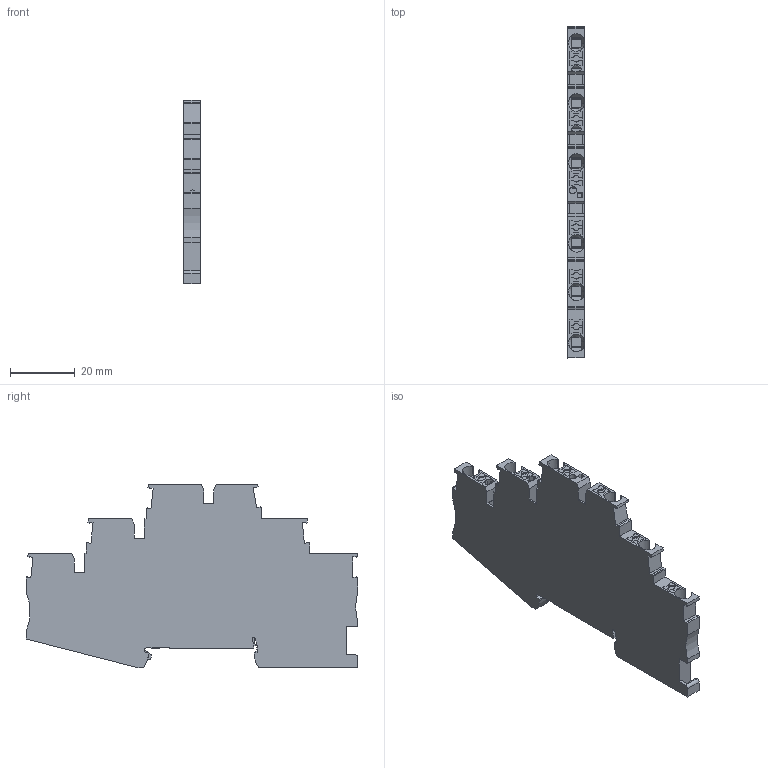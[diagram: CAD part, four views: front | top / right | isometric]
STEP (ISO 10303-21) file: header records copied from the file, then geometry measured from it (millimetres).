
FILE_DESCRIPTION(('Creo Elements/Direct Modeling STEP Export'),'2;1');
FILE_NAME('model.stp','2019-01-30T11:38:43',(''),(''),'Creo Elements/Direct Modeling STEP processor for AP214 (Solid Model)','Creo Elements/Direct Modeling 18.1I 14-Aug-2016 (C) Parametric Technology GmbH','');
FILE_SCHEMA(('AUTOMOTIVE_DESIGN { 1 0 10303 214 1 1 1 1 }'));
Length unit declared in the file: millimetre
Products named in the file (2): PT_2.5_3PE-select
Assembly tree (1 placements, depth 2):
  PT_2.5_3PE-select
    PT_2.5_3PE-select
Bounding box: 5.15 x 102.2 x 56.45 mm (x, y, z)
Volume: 19585.9 mm3; surface area: 12184.4 mm2
Topology: 1 solids, 1 shells, 430 faces, 1245 edges, 827 vertices
Faces by surface type: plane 362, cylinder 44, torus 12, extrusion 6, cone 6
Entity records: 20948 total; most frequent: CARTESIAN_POINT 6192, ORIENTED_EDGE 2490, DIRECTION 2107, EDGE_CURVE 1245, VECTOR 1033, LINE 1027, VERTEX_POINT 827, AXIS2_PLACEMENT_3D 537
